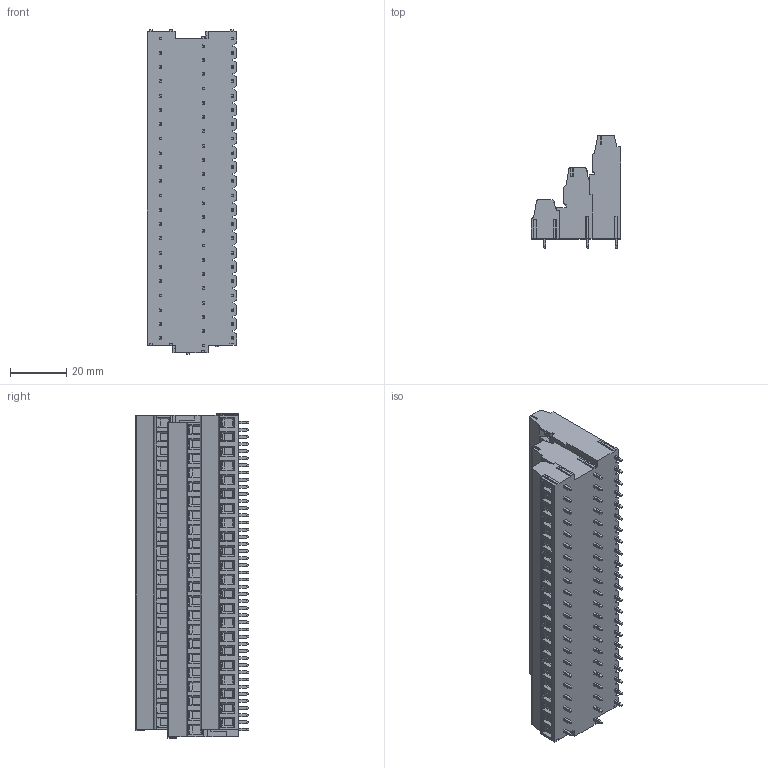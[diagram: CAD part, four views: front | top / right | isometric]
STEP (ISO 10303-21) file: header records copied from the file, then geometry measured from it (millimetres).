
FILE_DESCRIPTION((''),'2;1');
FILE_NAME('3L','2025-02-28T',('yanfa'),(''),'PRO/ENGINEER BY PARAMETRIC TECHNOLOGY CORPORATION, 2009280','PRO/ENGINEER BY PARAMETRIC TECHNOLOGY CORPORATION, 2009280','');
FILE_SCHEMA(('AUTOMOTIVE_DESIGN_CC2 { 1 2 10303 214 -1 1 5 2 }'));
Products named in the file (1): 3L
Bounding box: 31.8 x 40.3 x 115.5 mm (x, y, z)
Volume: 77982.3 mm3; surface area: 24193.2 mm2
Topology: 1 solids, 1 shells, 3203 faces, 7887 edges, 4885 vertices
Faces by surface type: plane 2066, cylinder 655, cone 264, torus 132, sphere 86
Entity records: 94059 total; most frequent: CARTESIAN_POINT 18395, ORIENTED_EDGE 15690, DIRECTION 15513, EDGE_CURVE 7845, VECTOR 5615, LINE 5615, AXIS2_PLACEMENT_3D 4949, VERTEX_POINT 4885
